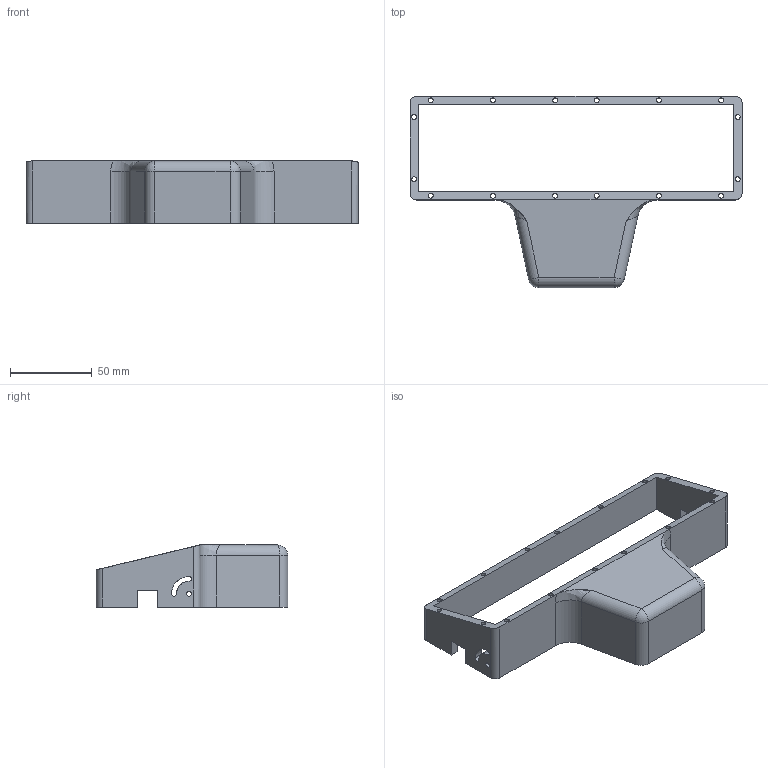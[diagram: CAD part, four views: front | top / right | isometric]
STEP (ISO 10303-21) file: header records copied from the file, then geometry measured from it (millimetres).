
FILE_DESCRIPTION(/* description */ (''),/* implementation_level */ '2;1');
FILE_NAME(/* name */ 'tpu_shell.step',/* time_stamp */ '2025-12-05T03:50:52-05:00',/* author */ (''),/* organization */ (''),/* preprocessor_version */ 'ST-DEVELOPER v20.1',/* originating_system */ 'Autodesk Translation Framework v14.21.0.0',/* authorisation */ '');
FILE_SCHEMA (('AUTOMOTIVE_DESIGN { 1 0 10303 214 3 1 1 }'));
Length unit declared in the file: inch
Products named in the file (1): undercutter
Bounding box: 203.28 x 117.23 x 38.2 mm (x, y, z)
Volume: 106983.9 mm3; surface area: 56892.3 mm2
Topology: 1 solids, 1 shells, 73 faces, 210 edges, 138 vertices
Faces by surface type: cylinder 39, plane 30, sphere 2, bspline 2
Full cylindrical faces by diameter (mm): 3 x20
Entity records: 2854 total; most frequent: CARTESIAN_POINT 683, ORIENTED_EDGE 420, DIRECTION 420, EDGE_CURVE 210, AXIS2_PLACEMENT_3D 148, VERTEX_POINT 138, LINE 124, VECTOR 124
